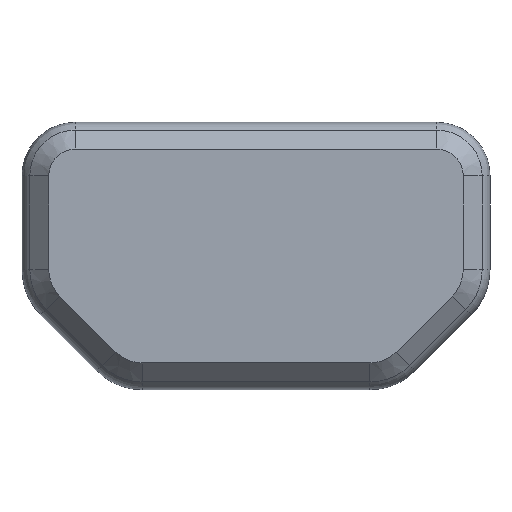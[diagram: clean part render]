
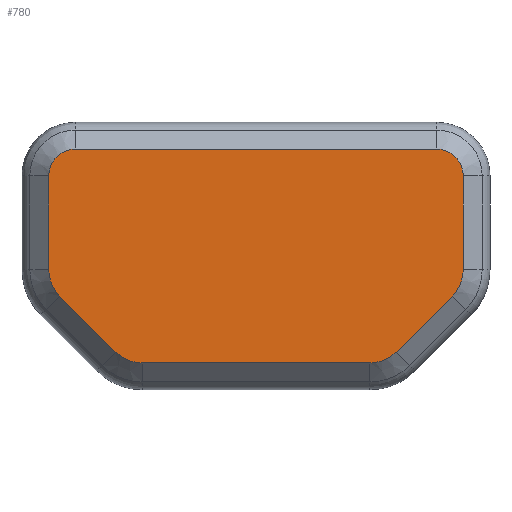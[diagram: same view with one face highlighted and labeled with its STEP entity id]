
A CAD part, front view. The second image highlights one B-rep face of the part: STEP entity #780.
In plain terms, the highlighted planar face has unit normal (0, -1, 0).
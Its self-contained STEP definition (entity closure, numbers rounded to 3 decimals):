
#63=CIRCLE('',#863,2.);
#64=CIRCLE('',#864,2.8);
#65=CIRCLE('',#865,2.8);
#66=CIRCLE('',#866,2.8);
#67=CIRCLE('',#867,2.8);
#68=CIRCLE('',#868,2.);
#106=FACE_OUTER_BOUND('',#160,.T.);
#160=EDGE_LOOP('',(#585,#586,#587,#588,#589,#590,#591,#592,#593,#594,#595,
#596));
#227=LINE('',#1289,#295);
#228=LINE('',#1293,#296);
#229=LINE('',#1297,#297);
#230=LINE('',#1301,#298);
#231=LINE('',#1305,#299);
#232=LINE('',#1308,#300);
#295=VECTOR('',#1024,10.);
#296=VECTOR('',#1027,10.);
#297=VECTOR('',#1030,10.);
#298=VECTOR('',#1033,10.);
#299=VECTOR('',#1036,10.);
#300=VECTOR('',#1039,10.);
#369=VERTEX_POINT('',#1285);
#370=VERTEX_POINT('',#1286);
#371=VERTEX_POINT('',#1288);
#372=VERTEX_POINT('',#1290);
#373=VERTEX_POINT('',#1292);
#374=VERTEX_POINT('',#1294);
#375=VERTEX_POINT('',#1296);
#376=VERTEX_POINT('',#1298);
#377=VERTEX_POINT('',#1300);
#378=VERTEX_POINT('',#1302);
#379=VERTEX_POINT('',#1304);
#380=VERTEX_POINT('',#1306);
#448=EDGE_CURVE('',#369,#370,#63,.T.);
#449=EDGE_CURVE('',#371,#369,#227,.T.);
#450=EDGE_CURVE('',#372,#371,#64,.T.);
#451=EDGE_CURVE('',#373,#372,#228,.T.);
#452=EDGE_CURVE('',#374,#373,#65,.T.);
#453=EDGE_CURVE('',#375,#374,#229,.T.);
#454=EDGE_CURVE('',#376,#375,#66,.T.);
#455=EDGE_CURVE('',#377,#376,#230,.T.);
#456=EDGE_CURVE('',#378,#377,#67,.T.);
#457=EDGE_CURVE('',#379,#378,#231,.T.);
#458=EDGE_CURVE('',#380,#379,#68,.T.);
#459=EDGE_CURVE('',#370,#380,#232,.T.);
#585=ORIENTED_EDGE('',*,*,#448,.F.);
#586=ORIENTED_EDGE('',*,*,#449,.F.);
#587=ORIENTED_EDGE('',*,*,#450,.F.);
#588=ORIENTED_EDGE('',*,*,#451,.F.);
#589=ORIENTED_EDGE('',*,*,#452,.F.);
#590=ORIENTED_EDGE('',*,*,#453,.F.);
#591=ORIENTED_EDGE('',*,*,#454,.F.);
#592=ORIENTED_EDGE('',*,*,#455,.F.);
#593=ORIENTED_EDGE('',*,*,#456,.F.);
#594=ORIENTED_EDGE('',*,*,#457,.F.);
#595=ORIENTED_EDGE('',*,*,#458,.F.);
#596=ORIENTED_EDGE('',*,*,#459,.F.);
#753=PLANE('',#862);
#780=ADVANCED_FACE('',(#106),#753,.F.);
#862=AXIS2_PLACEMENT_3D('',#1284,#1020,#1021);
#863=AXIS2_PLACEMENT_3D('',#1287,#1022,#1023);
#864=AXIS2_PLACEMENT_3D('',#1291,#1025,#1026);
#865=AXIS2_PLACEMENT_3D('',#1295,#1028,#1029);
#866=AXIS2_PLACEMENT_3D('',#1299,#1031,#1032);
#867=AXIS2_PLACEMENT_3D('',#1303,#1034,#1035);
#868=AXIS2_PLACEMENT_3D('',#1307,#1037,#1038);
#1020=DIRECTION('center_axis',(0.,1.,0.));
#1021=DIRECTION('ref_axis',(1.,0.,0.));
#1022=DIRECTION('center_axis',(0.,1.,0.));
#1023=DIRECTION('ref_axis',(-0.707,0.,0.707));
#1024=DIRECTION('',(0.,0.,1.));
#1025=DIRECTION('center_axis',(0.,1.,0.));
#1026=DIRECTION('ref_axis',(-0.924,0.,-0.383));
#1027=DIRECTION('',(-0.707,0.,0.707));
#1028=DIRECTION('center_axis',(0.,1.,0.));
#1029=DIRECTION('ref_axis',(-0.383,0.,-0.924));
#1030=DIRECTION('',(-1.,0.,0.));
#1031=DIRECTION('center_axis',(0.,1.,0.));
#1032=DIRECTION('ref_axis',(0.383,0.,-0.924));
#1033=DIRECTION('',(-0.707,0.,-0.707));
#1034=DIRECTION('center_axis',(0.,1.,0.));
#1035=DIRECTION('ref_axis',(0.924,0.,-0.383));
#1036=DIRECTION('',(0.,0.,-1.));
#1037=DIRECTION('center_axis',(0.,1.,0.));
#1038=DIRECTION('ref_axis',(0.707,0.,0.707));
#1039=DIRECTION('',(1.,0.,0.));
#1284=CARTESIAN_POINT('Origin',(45.,8.,2.5));
#1285=CARTESIAN_POINT('',(2.,8.,16.));
#1286=CARTESIAN_POINT('',(4.,8.,18.));
#1287=CARTESIAN_POINT('Origin',(4.,8.,16.));
#1288=CARTESIAN_POINT('',(2.,8.,8.988));
#1289=CARTESIAN_POINT('',(2.,8.,4.75));
#1290=CARTESIAN_POINT('',(2.82,8.,7.008));
#1291=CARTESIAN_POINT('Origin',(4.8,8.,8.988));
#1292=CARTESIAN_POINT('',(7.008,8.,2.82));
#1293=CARTESIAN_POINT('',(17.289,8.,-7.461));
#1294=CARTESIAN_POINT('',(8.988,8.,2.));
#1295=CARTESIAN_POINT('Origin',(8.988,8.,4.8));
#1296=CARTESIAN_POINT('',(26.012,8.,2.));
#1297=CARTESIAN_POINT('',(36.5,8.,2.));
#1298=CARTESIAN_POINT('',(27.992,8.,2.82));
#1299=CARTESIAN_POINT('Origin',(26.012,8.,4.8));
#1300=CARTESIAN_POINT('',(32.18,8.,7.008));
#1301=CARTESIAN_POINT('',(34.961,8.,9.789));
#1302=CARTESIAN_POINT('',(33.,8.,8.988));
#1303=CARTESIAN_POINT('Origin',(30.2,8.,8.988));
#1304=CARTESIAN_POINT('',(33.,8.,16.));
#1305=CARTESIAN_POINT('',(33.,8.,11.25));
#1306=CARTESIAN_POINT('',(31.,8.,18.));
#1307=CARTESIAN_POINT('Origin',(31.,8.,16.));
#1308=CARTESIAN_POINT('',(22.5,8.,18.));
